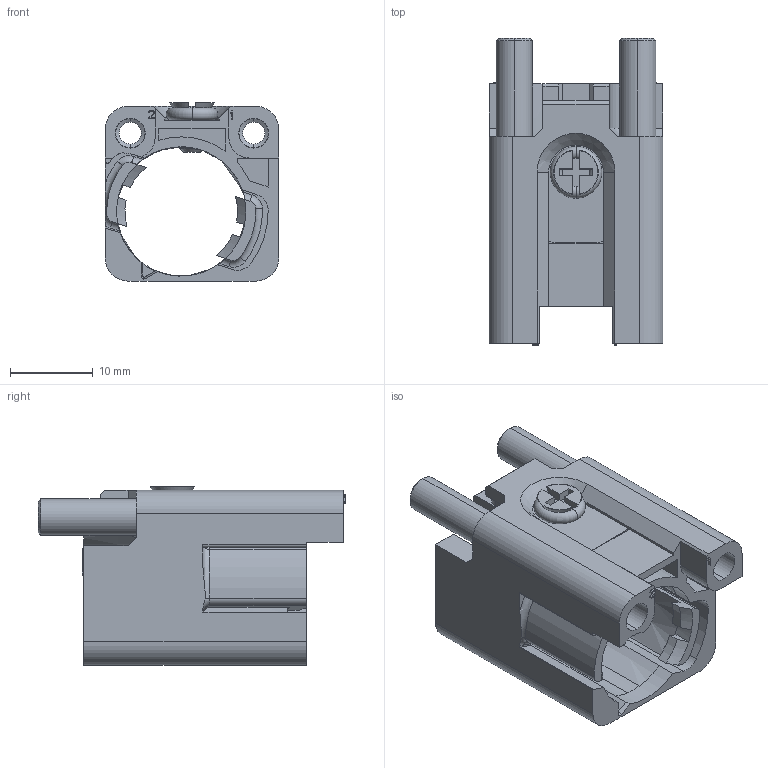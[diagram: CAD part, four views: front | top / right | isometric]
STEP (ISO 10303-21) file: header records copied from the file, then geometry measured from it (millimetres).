
FILE_DESCRIPTION((''),'2;1');
FILE_NAME('H3A-001-FFF','2017-09-13T',('tl.yang'),(''),'PRO/ENGINEER BY PARAMETRIC TECHNOLOGY CORPORATION, 2011500','PRO/ENGINEER BY PARAMETRIC TECHNOLOGY CORPORATION, 2011500','');
FILE_SCHEMA(('CONFIG_CONTROL_DESIGN'));
Length unit declared in the file: millimetre
Products named in the file (1): H3A-001-FFF
Bounding box: 21 x 37.15 x 21.59 mm (x, y, z)
Volume: 4923.6 mm3; surface area: 6708.6 mm2
Topology: 1 solids, 2 shells, 308 faces, 872 edges, 570 vertices
Faces by surface type: plane 187, cylinder 71, cone 32, torus 18
Entity records: 10305 total; most frequent: CARTESIAN_POINT 2170, ORIENTED_EDGE 1744, DIRECTION 1651, EDGE_CURVE 872, VERTEX_POINT 570, VECTOR 553, LINE 553, AXIS2_PLACEMENT_3D 549
